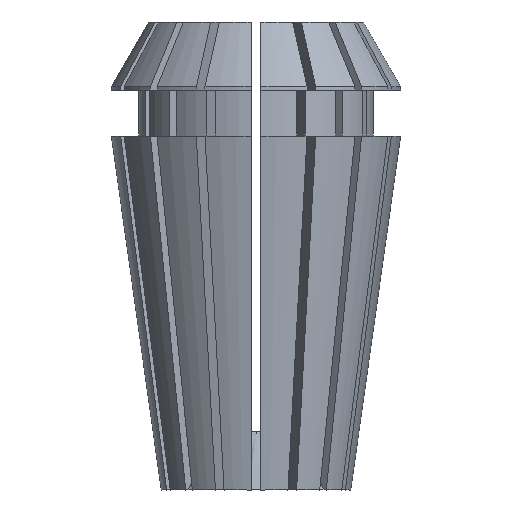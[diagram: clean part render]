
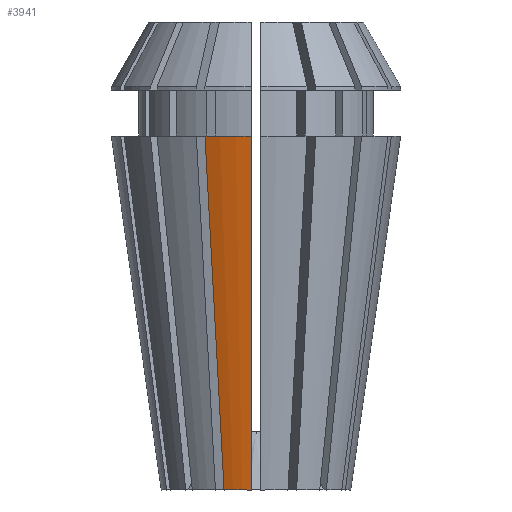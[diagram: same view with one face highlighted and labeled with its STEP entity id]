
A CAD part, left-side view. The second image highlights one B-rep face of the part: STEP entity #3941.
In plain terms, the highlighted conical face has half-angle 8 degrees and reference radius 5.577 mm.
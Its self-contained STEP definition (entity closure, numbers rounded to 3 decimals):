
#157 = CARTESIAN_POINT ( 'NONE',  ( -7.619, 0.275, 14.566 ) ) ;
#312 = DIRECTION ( 'NONE',  ( -1., 0., 0. ) ) ;
#357 = AXIS2_PLACEMENT_3D ( 'NONE', #1877, #2942, #312 ) ;
#526 = B_SPLINE_CURVE_WITH_KNOTS ( 'NONE', 3,
 ( #4361, #5355, #5928, #4902, #2773, #2268, #6475, #157, #3844, #3755 ),
 .UNSPECIFIED., .F., .F.,
 ( 4, 3, 3, 4 ),
 ( 0.009, 0.01, 0.02, 0.03 ),
 .UNSPECIFIED. ) ;
#890 = DIRECTION ( 'NONE',  ( 0., 0., 1. ) ) ;
#1267 = CARTESIAN_POINT ( 'NONE',  ( -7.314, 2.732, 15.874 ) ) ;
#1369 = DIRECTION ( 'NONE',  ( -1., 0., 0. ) ) ;
#1848 = ORIENTED_EDGE ( 'NONE', *, *, #3188, .T. ) ;
#1877 = CARTESIAN_POINT ( 'NONE',  ( 0., 0., 20.8 ) ) ;
#2268 = CARTESIAN_POINT ( 'NONE',  ( -6.71, 0.275, 8.102 ) ) ;
#2279 = CARTESIAN_POINT ( 'NONE',  ( -5.773, 2.094, 4.015 ) ) ;
#2773 = CARTESIAN_POINT ( 'NONE',  ( -6.239, 0.275, 4.755 ) ) ;
#2844 = CARTESIAN_POINT ( 'NONE',  ( -5.57, 0.275, 0. ) ) ;
#2855 = CARTESIAN_POINT ( 'NONE',  ( -6.674, 2.467, 10.948 ) ) ;
#2917 = ORIENTED_EDGE ( 'NONE', *, *, #3371, .T. ) ;
#2942 = DIRECTION ( 'NONE',  ( 0., 0., -1. ) ) ;
#3188 = EDGE_CURVE ( 'NONE', #6005, #5457, #526, .T. ) ;
#3275 = AXIS2_PLACEMENT_3D ( 'NONE', #4552, #890, #5034 ) ;
#3283 = AXIS2_PLACEMENT_3D ( 'NONE', #6057, #3409, #1369 ) ;
#3371 = EDGE_CURVE ( 'NONE', #5457, #5116, #4182, .T. ) ;
#3409 = DIRECTION ( 'NONE',  ( 0., 0., -1. ) ) ;
#3755 = CARTESIAN_POINT ( 'NONE',  ( -8.496, 0.275, 20.8 ) ) ;
#3844 = CARTESIAN_POINT ( 'NONE',  ( -8.058, 0.275, 17.683 ) ) ;
#3906 = CARTESIAN_POINT ( 'NONE',  ( -5.252, 1.878, 0. ) ) ;
#3938 = B_SPLINE_CURVE_WITH_KNOTS ( 'NONE', 3,
 ( #6492, #1267, #2855, #4958, #2279, #4403, #3906 ),
 .UNSPECIFIED., .F., .F.,
 ( 4, 3, 4 ),
 ( 0., 0.015, 0.021 ),
 .UNSPECIFIED. ) ;
#3941 = ADVANCED_FACE ( 'NONE', ( #5144 ), #5815, .T. ) ;
#4182 = CIRCLE ( 'NONE', #357, 8.5 ) ;
#4206 = VERTEX_POINT ( 'NONE', #4333 ) ;
#4212 = CARTESIAN_POINT ( 'NONE',  ( -8.496, 0.275, 20.8 ) ) ;
#4333 = CARTESIAN_POINT ( 'NONE',  ( -5.252, 1.878, 0. ) ) ;
#4361 = CARTESIAN_POINT ( 'NONE',  ( -5.57, 0.275, 0. ) ) ;
#4403 = CARTESIAN_POINT ( 'NONE',  ( -5.512, 1.986, 2.007 ) ) ;
#4552 = CARTESIAN_POINT ( 'NONE',  ( 0., 0., 0. ) ) ;
#4614 = CIRCLE ( 'NONE', #3283, 5.577 ) ;
#4902 = CARTESIAN_POINT ( 'NONE',  ( -5.769, 0.275, 1.409 ) ) ;
#4958 = CARTESIAN_POINT ( 'NONE',  ( -6.034, 2.202, 6.022 ) ) ;
#5034 = DIRECTION ( 'NONE',  ( 1., 0., 0. ) ) ;
#5116 = VERTEX_POINT ( 'NONE', #5417 ) ;
#5144 = FACE_OUTER_BOUND ( 'NONE', #6276, .T. ) ;
#5263 = EDGE_CURVE ( 'NONE', #6005, #4206, #4614, .T. ) ;
#5355 = CARTESIAN_POINT ( 'NONE',  ( -5.636, 0.275, 0.47 ) ) ;
#5417 = CARTESIAN_POINT ( 'NONE',  ( -7.954, 2.997, 20.8 ) ) ;
#5457 = VERTEX_POINT ( 'NONE', #4212 ) ;
#5815 = CONICAL_SURFACE ( 'NONE', #3275, 5.577, 0.14 ) ;
#5928 = CARTESIAN_POINT ( 'NONE',  ( -5.702, 0.275, 0.939 ) ) ;
#6005 = VERTEX_POINT ( 'NONE', #2844 ) ;
#6057 = CARTESIAN_POINT ( 'NONE',  ( 0., 0., 0. ) ) ;
#6276 = EDGE_LOOP ( 'NONE', ( #2917, #6418, #6447, #1848 ) ) ;
#6418 = ORIENTED_EDGE ( 'NONE', *, *, #6425, .T. ) ;
#6425 = EDGE_CURVE ( 'NONE', #5116, #4206, #3938, .T. ) ;
#6447 = ORIENTED_EDGE ( 'NONE', *, *, #5263, .F. ) ;
#6475 = CARTESIAN_POINT ( 'NONE',  ( -7.181, 0.275, 11.449 ) ) ;
#6492 = CARTESIAN_POINT ( 'NONE',  ( -7.954, 2.997, 20.8 ) ) ;
